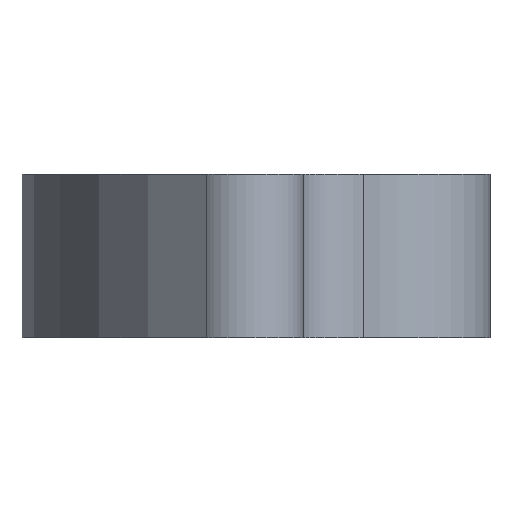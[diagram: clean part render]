
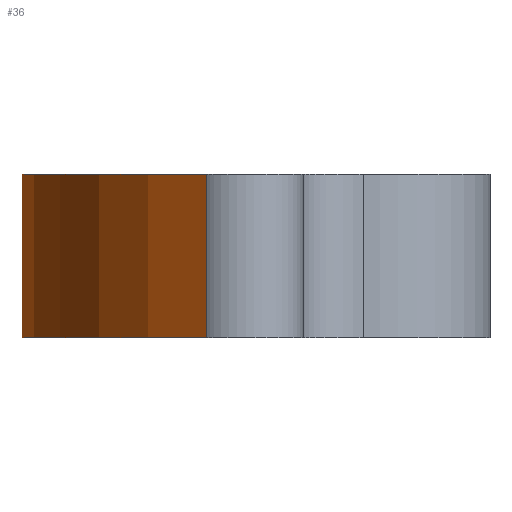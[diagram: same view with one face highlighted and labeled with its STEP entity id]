
A CAD part, left-side view. The second image highlights one B-rep face of the part: STEP entity #36.
In plain terms, the highlighted free-form (B-spline) face has degree [2, 1] with [5, 2] control points.
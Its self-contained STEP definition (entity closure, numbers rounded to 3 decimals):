
#36=ADVANCED_FACE('',(#59),#387,.T.);
#59=FACE_OUTER_BOUND('',#82,.T.);
#82=EDGE_LOOP('',(#129,#130,#131,#132));
#129=ORIENTED_EDGE('',*,*,#242,.T.);
#130=ORIENTED_EDGE('',*,*,#243,.T.);
#131=ORIENTED_EDGE('',*,*,#244,.F.);
#132=ORIENTED_EDGE('',*,*,#240,.F.);
#240=EDGE_CURVE('',#353,#354,#299,.T.);
#242=EDGE_CURVE('',#353,#355,#301,.T.);
#243=EDGE_CURVE('',#355,#356,#302,.T.);
#244=EDGE_CURVE('',#354,#356,#303,.T.);
#299=(
BOUNDED_CURVE()
B_SPLINE_CURVE(1,(#733,#734),.UNSPECIFIED.,.F.,.F.)
B_SPLINE_CURVE_WITH_KNOTS((2,2),(0.,5.4),.UNSPECIFIED.)
CURVE()
GEOMETRIC_REPRESENTATION_ITEM()
RATIONAL_B_SPLINE_CURVE((1.,1.))
REPRESENTATION_ITEM('')
);
#301=(
BOUNDED_CURVE()
B_SPLINE_CURVE(2,(#740,#741,#742,#743,#744),.UNSPECIFIED.,.F.,.F.)
B_SPLINE_CURVE_WITH_KNOTS((3,2,3),(-9.485,4.825,19.136),
 .UNSPECIFIED.)
CURVE()
GEOMETRIC_REPRESENTATION_ITEM()
RATIONAL_B_SPLINE_CURVE((1.,0.895,1.,0.895,1.))
REPRESENTATION_ITEM('')
);
#302=(
BOUNDED_CURVE()
B_SPLINE_CURVE(1,(#745,#746),.UNSPECIFIED.,.F.,.F.)
B_SPLINE_CURVE_WITH_KNOTS((2,2),(0.,5.4),.UNSPECIFIED.)
CURVE()
GEOMETRIC_REPRESENTATION_ITEM()
RATIONAL_B_SPLINE_CURVE((1.,1.))
REPRESENTATION_ITEM('')
);
#303=(
BOUNDED_CURVE()
B_SPLINE_CURVE(2,(#747,#748,#749,#750,#751),.UNSPECIFIED.,.F.,.F.)
B_SPLINE_CURVE_WITH_KNOTS((3,2,3),(-9.485,4.825,19.136),
 .UNSPECIFIED.)
CURVE()
GEOMETRIC_REPRESENTATION_ITEM()
RATIONAL_B_SPLINE_CURVE((1.,0.895,1.,0.895,1.))
REPRESENTATION_ITEM('')
);
#353=VERTEX_POINT('',#644);
#354=VERTEX_POINT('',#645);
#355=VERTEX_POINT('',#646);
#356=VERTEX_POINT('',#647);
#387=(
BOUNDED_SURFACE()
B_SPLINE_SURFACE(2,1,((#488,#489),(#490,#491),(#492,#493),(#494,#495),(#496,
#497)),.UNSPECIFIED.,.F.,.F.,.F.)
B_SPLINE_SURFACE_WITH_KNOTS((3,2,3),(2,2),(-9.485,4.825,
19.136),(0.,5.4),.UNSPECIFIED.)
GEOMETRIC_REPRESENTATION_ITEM()
RATIONAL_B_SPLINE_SURFACE(((1.,1.),(0.895,0.895),
(1.,1.),(0.895,0.895),(1.,1.)))
REPRESENTATION_ITEM('')
SURFACE()
);
#488=CARTESIAN_POINT('',(-12.365,-0.635,8.2));
#489=CARTESIAN_POINT('',(-12.365,-0.635,2.8));
#490=CARTESIAN_POINT('',(-7.71,5.512,8.2));
#491=CARTESIAN_POINT('',(-7.71,5.512,2.8));
#492=CARTESIAN_POINT('',(0.,5.512,8.2));
#493=CARTESIAN_POINT('',(0.,5.512,2.8));
#494=CARTESIAN_POINT('',(7.71,5.512,8.2));
#495=CARTESIAN_POINT('',(7.71,5.512,2.8));
#496=CARTESIAN_POINT('',(12.365,-0.635,8.2));
#497=CARTESIAN_POINT('',(12.365,-0.635,2.8));
#644=CARTESIAN_POINT('',(-12.365,-0.635,8.2));
#645=CARTESIAN_POINT('',(-12.365,-0.635,2.8));
#646=CARTESIAN_POINT('',(12.365,-0.635,8.2));
#647=CARTESIAN_POINT('',(12.365,-0.635,2.8));
#733=CARTESIAN_POINT('',(-12.365,-0.635,8.2));
#734=CARTESIAN_POINT('',(-12.365,-0.635,2.8));
#740=CARTESIAN_POINT('',(-12.365,-0.635,8.2));
#741=CARTESIAN_POINT('',(-7.71,5.512,8.2));
#742=CARTESIAN_POINT('',(0.,5.512,8.2));
#743=CARTESIAN_POINT('',(7.71,5.512,8.2));
#744=CARTESIAN_POINT('',(12.365,-0.635,8.2));
#745=CARTESIAN_POINT('',(12.365,-0.635,8.2));
#746=CARTESIAN_POINT('',(12.365,-0.635,2.8));
#747=CARTESIAN_POINT('',(-12.365,-0.635,2.8));
#748=CARTESIAN_POINT('',(-7.71,5.512,2.8));
#749=CARTESIAN_POINT('',(0.,5.512,2.8));
#750=CARTESIAN_POINT('',(7.71,5.512,2.8));
#751=CARTESIAN_POINT('',(12.365,-0.635,2.8));
